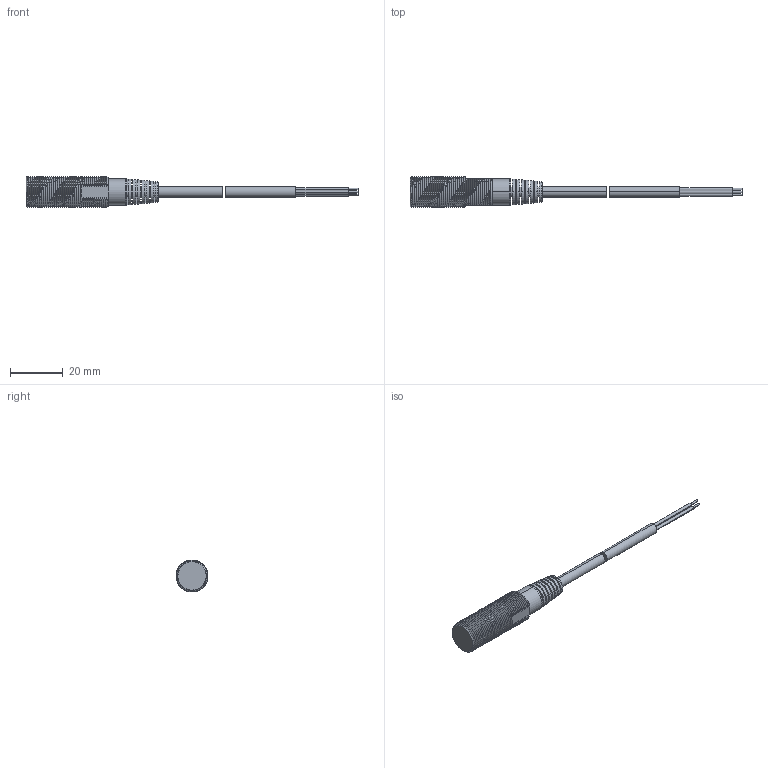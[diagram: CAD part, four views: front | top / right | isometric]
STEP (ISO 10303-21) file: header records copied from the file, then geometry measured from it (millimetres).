
FILE_DESCRIPTION((''),'2;1');
FILE_NAME('OCN1-1204X-S4SX','2017-02-24T',('Administrator'),(''),'PRO/ENGINEER BY PARAMETRIC TECHNOLOGY CORPORATION, 2007170','PRO/ENGINEER BY PARAMETRIC TECHNOLOGY CORPORATION, 2007170','');
FILE_SCHEMA(('CONFIG_CONTROL_DESIGN'));
Length unit declared in the file: millimetre
Products named in the file (1): OCN1-1204X-S4SX
Bounding box: 125.5 x 12 x 12 mm (x, y, z)
Volume: 4894.6 mm3; surface area: 4385.9 mm2
Topology: 2 solids, 2 shells, 281 faces, 746 edges, 492 vertices
Faces by surface type: cylinder 112, bspline 71, plane 61, cone 35, torus 2
Entity records: 21495 total; most frequent: CARTESIAN_POINT 15195, ORIENTED_EDGE 1492, DIRECTION 979, EDGE_CURVE 746, VERTEX_POINT 492, AXIS2_PLACEMENT_3D 352, B_SPLINE_CURVE_WITH_KNOTS 329, EDGE_LOOP 304
